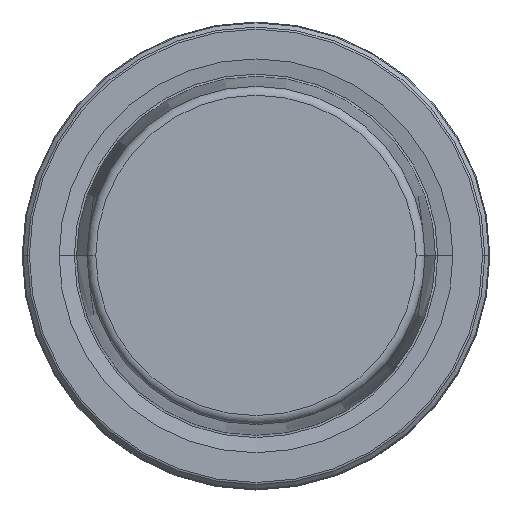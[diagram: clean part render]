
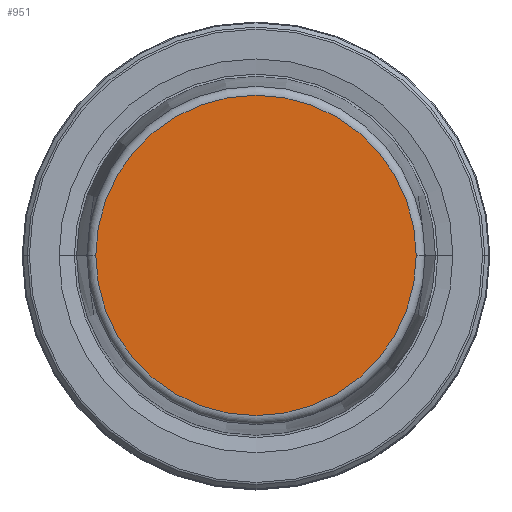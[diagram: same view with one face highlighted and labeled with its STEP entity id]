
A CAD part, top view. The second image highlights one B-rep face of the part: STEP entity #951.
In plain terms, the highlighted planar face has unit normal (0, 0, 1).
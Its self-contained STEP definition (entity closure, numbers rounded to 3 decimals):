
#47 = DIRECTION ( 'NONE',  ( 0., 0., 1. ) ) ;
#57 = CARTESIAN_POINT ( 'NONE',  ( 0., 0., 31.9 ) ) ;
#73 = CIRCLE ( 'NONE', #1078, 21.581 ) ;
#107 = EDGE_LOOP ( 'NONE', ( #1179, #477 ) ) ;
#179 = DIRECTION ( 'NONE',  ( 1., 0., 0. ) ) ;
#186 = CIRCLE ( 'NONE', #851, 21.581 ) ;
#382 = DIRECTION ( 'NONE',  ( 0., 0., -1. ) ) ;
#459 = CARTESIAN_POINT ( 'NONE',  ( 0., 0., 31.9 ) ) ;
#477 = ORIENTED_EDGE ( 'NONE', *, *, #645, .T. ) ;
#636 = DIRECTION ( 'NONE',  ( -1., 0., 0. ) ) ;
#645 = EDGE_CURVE ( 'NONE', #795, #1126, #73, .T. ) ;
#656 = CARTESIAN_POINT ( 'NONE',  ( 0., 0., 31.9 ) ) ;
#795 = VERTEX_POINT ( 'NONE', #902 ) ;
#851 = AXIS2_PLACEMENT_3D ( 'NONE', #656, #47, #179 ) ;
#878 = CARTESIAN_POINT ( 'NONE',  ( 21.581, 0., 31.9 ) ) ;
#902 = CARTESIAN_POINT ( 'NONE',  ( -21.581, 0., 31.9 ) ) ;
#931 = EDGE_CURVE ( 'NONE', #1126, #795, #186, .T. ) ;
#951 = ADVANCED_FACE ( 'NONE', ( #1200 ), #1120, .F. ) ;
#1046 = DIRECTION ( 'NONE',  ( 0., 0., 1. ) ) ;
#1078 = AXIS2_PLACEMENT_3D ( 'NONE', #459, #1046, #1231 ) ;
#1120 = PLANE ( 'NONE',  #1191 ) ;
#1126 = VERTEX_POINT ( 'NONE', #878 ) ;
#1179 = ORIENTED_EDGE ( 'NONE', *, *, #931, .T. ) ;
#1191 = AXIS2_PLACEMENT_3D ( 'NONE', #57, #382, #636 ) ;
#1200 = FACE_OUTER_BOUND ( 'NONE', #107, .T. ) ;
#1231 = DIRECTION ( 'NONE',  ( 1., 0., 0. ) ) ;
